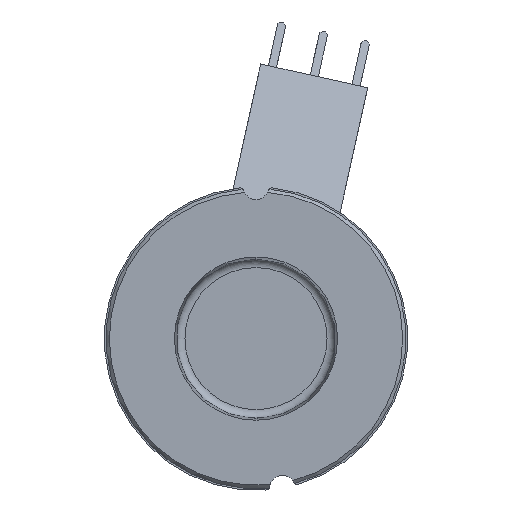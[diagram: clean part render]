
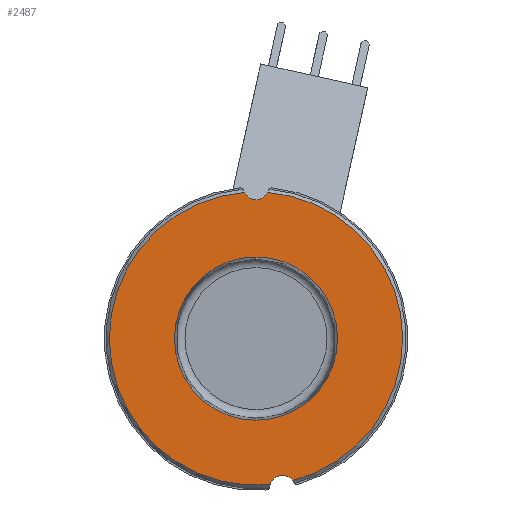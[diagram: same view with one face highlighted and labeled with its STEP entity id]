
A CAD part, front view. The second image highlights one B-rep face of the part: STEP entity #2487.
In plain terms, the highlighted planar face has unit normal (0, -1, 0).
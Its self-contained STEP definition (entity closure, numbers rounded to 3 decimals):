
#2487=ADVANCED_FACE('',(#3039,#3040),#2783,.T.);
#2783=PLANE('',#7728);
#3039=FACE_BOUND('',#3163,.T.);
#3040=FACE_BOUND('',#3164,.T.);
#3163=EDGE_LOOP('',(#4761));
#3164=EDGE_LOOP('',(#4762,#4763,#4764,#4765));
#4761=ORIENTED_EDGE('',*,*,#6879,.F.);
#4762=ORIENTED_EDGE('',*,*,#6880,.T.);
#4763=ORIENTED_EDGE('',*,*,#6881,.F.);
#4764=ORIENTED_EDGE('',*,*,#6882,.T.);
#4765=ORIENTED_EDGE('',*,*,#6883,.F.);
#6337=VERTEX_POINT('',#9735);
#6338=VERTEX_POINT('',#9737);
#6339=VERTEX_POINT('',#9738);
#6340=VERTEX_POINT('',#9740);
#6341=VERTEX_POINT('',#9742);
#6879=EDGE_CURVE('',#6337,#6337,#7598,.T.);
#6880=EDGE_CURVE('',#6338,#6339,#7599,.T.);
#6881=EDGE_CURVE('',#6340,#6339,#7600,.T.);
#6882=EDGE_CURVE('',#6340,#6341,#7601,.T.);
#6883=EDGE_CURVE('',#6338,#6341,#7602,.T.);
#7598=CIRCLE('',#7723,4.842);
#7599=CIRCLE('',#7724,8.7);
#7600=CIRCLE('',#7725,0.75);
#7601=CIRCLE('',#7726,8.7);
#7602=CIRCLE('',#7727,0.75);
#7723=AXIS2_PLACEMENT_3D('',#9734,#8236,#8237);
#7724=AXIS2_PLACEMENT_3D('',#9736,#8238,#8239);
#7725=AXIS2_PLACEMENT_3D('',#9739,#8240,#8241);
#7726=AXIS2_PLACEMENT_3D('',#9741,#8242,#8243);
#7727=AXIS2_PLACEMENT_3D('',#9743,#8244,#8245);
#7728=AXIS2_PLACEMENT_3D('',#9744,#8246,#8247);
#8236=DIRECTION('',(0.,-1.,0.));
#8237=DIRECTION('',(0.,0.,-1.));
#8238=DIRECTION('',(0.,-1.,0.));
#8239=DIRECTION('',(0.,0.,-1.));
#8240=DIRECTION('',(0.,-1.,0.));
#8241=DIRECTION('',(-0.985,0.,-0.174));
#8242=DIRECTION('',(0.,-1.,0.));
#8243=DIRECTION('',(0.,0.,-1.));
#8244=DIRECTION('',(0.,-1.,0.));
#8245=DIRECTION('',(1.,0.,0.));
#8246=DIRECTION('',(0.,-1.,0.));
#8247=DIRECTION('',(0.,0.,-1.));
#9734=CARTESIAN_POINT('',(0.,0.,0.));
#9735=CARTESIAN_POINT('',(0.,0.,-4.842));
#9736=CARTESIAN_POINT('',(0.,0.,0.));
#9737=CARTESIAN_POINT('',(-0.675,0.,8.674));
#9738=CARTESIAN_POINT('',(0.841,0.,-8.659));
#9739=CARTESIAN_POINT('',(1.563,0.,-8.863));
#9740=CARTESIAN_POINT('',(2.171,0.,-8.425));
#9741=CARTESIAN_POINT('',(0.,0.,0.));
#9742=CARTESIAN_POINT('',(0.675,0.,8.674));
#9743=CARTESIAN_POINT('',(0.,0.,9.));
#9744=CARTESIAN_POINT('',(4.842,0.,0.));
